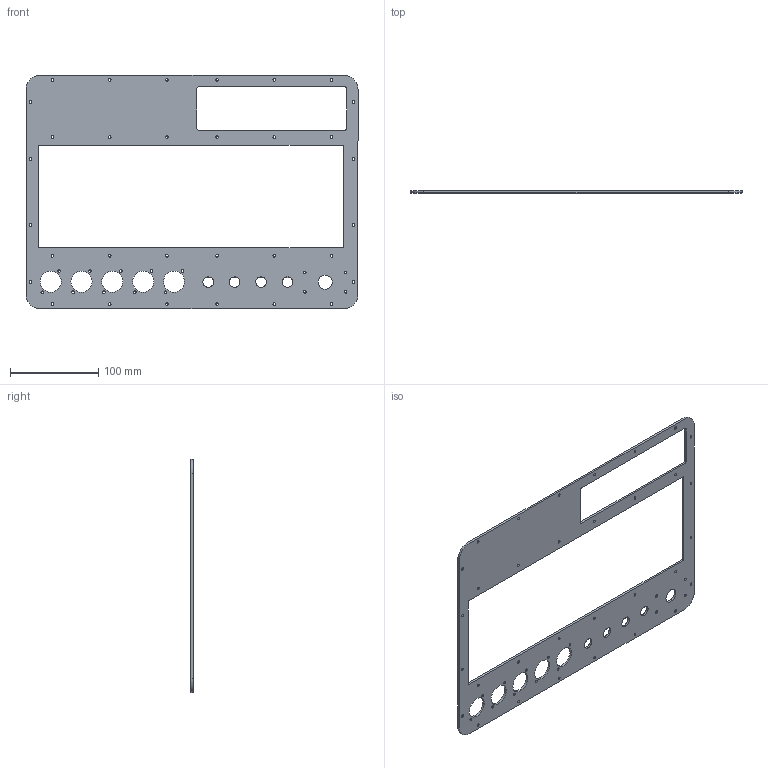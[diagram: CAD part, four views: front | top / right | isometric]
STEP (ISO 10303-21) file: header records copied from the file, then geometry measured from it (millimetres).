
FILE_DESCRIPTION(/* description */ (''),/* implementation_level */ '2;1');
FILE_NAME(/* name */ 'BottomLid v11.step',/* time_stamp */ '2022-01-31T12:51:30+01:00',/* author */ (''),/* organization */ (''),/* preprocessor_version */ 'ST-DEVELOPER v18.1',/* originating_system */ 'Autodesk Translation Framework v10.13.0.1454',/* authorisation */ '');
FILE_SCHEMA (('AUTOMOTIVE_DESIGN { 1 0 10303 214 3 1 1 }'));
Length unit declared in the file: millimetre
Products named in the file (1): BottomLid
Bounding box: 376.87 x 2.5 x 264.6 mm (x, y, z)
Volume: 119073.2 mm3; surface area: 104340.8 mm2
Topology: 1 solids, 1 shells, 90 faces, 264 edges, 176 vertices
Faces by surface type: cylinder 64, plane 26
Full cylindrical faces by diameter (mm): 3 x46, 16 x1, 24 x5
Entity records: 3328 total; most frequent: DIRECTION 574, CARTESIAN_POINT 531, ORIENTED_EDGE 528, EDGE_CURVE 264, AXIS2_PLACEMENT_3D 219, EDGE_LOOP 206, VERTEX_POINT 176, LINE 136
